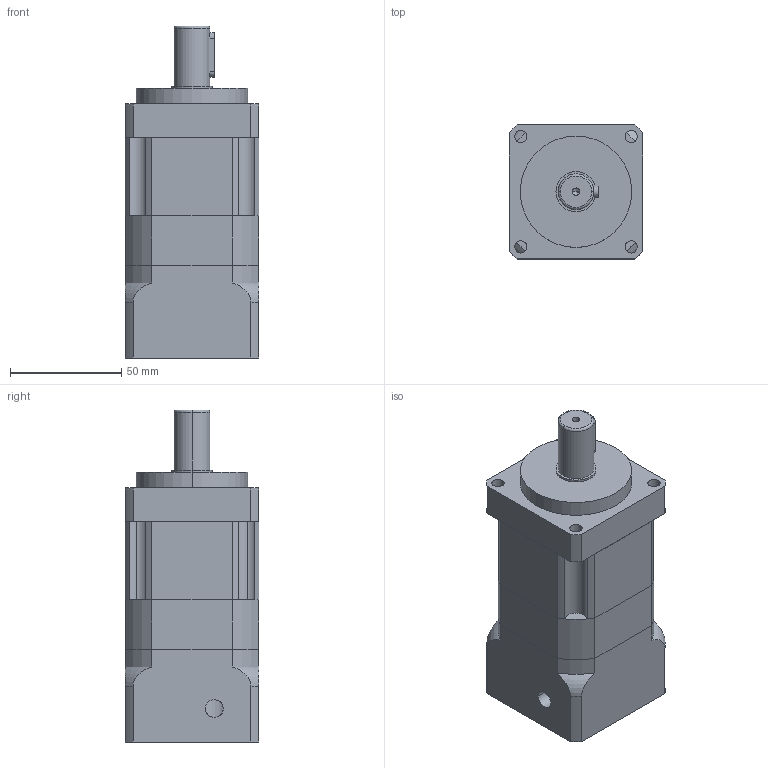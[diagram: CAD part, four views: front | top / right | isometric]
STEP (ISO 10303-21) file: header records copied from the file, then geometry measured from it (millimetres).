
FILE_DESCRIPTION (( 'STEP AP214' ), '1' );
FILE_NAME ('DA060-PX-L2-XX-14-50-70-M5_2019.STEP', '2019-03-13T01:33:06', ( 'Y' ), ( 'NCU' ), 'SwSTEP 2.0', 'SolidWorks 2016', '' );
FILE_SCHEMA (( 'AUTOMOTIVE_DESIGN' ));
Length unit declared in the file: millimetre
Products named in the file (1): DA060-PX-L2-XX-14-50-70-M5_2019
Bounding box: 60 x 60 x 149 mm (x, y, z)
Volume: 363691 mm3; surface area: 73343.9 mm2
Topology: 4 solids, 4 shells, 292 faces, 736 edges, 476 vertices
Faces by surface type: plane 134, cylinder 126, cone 26, torus 6
Entity records: 10444 total; most frequent: CARTESIAN_POINT 2047, DIRECTION 1573, ORIENTED_EDGE 1452, EDGE_CURVE 726, AXIS2_PLACEMENT_3D 574, VERTEX_POINT 476, VECTOR 425, LINE 425
